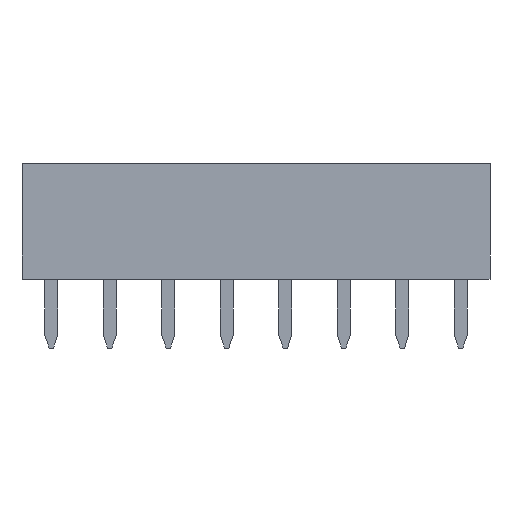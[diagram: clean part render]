
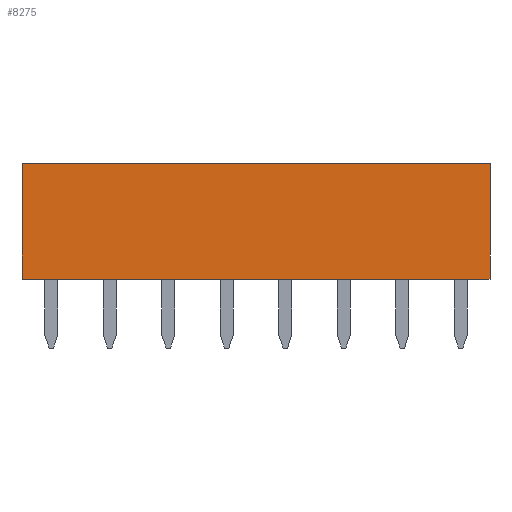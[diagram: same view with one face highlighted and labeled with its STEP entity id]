
A CAD part, front view. The second image highlights one B-rep face of the part: STEP entity #8275.
In plain terms, the highlighted planar face has unit normal (0, -1, 0).
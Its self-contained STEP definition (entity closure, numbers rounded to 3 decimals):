
#373 = DIRECTION ( 'NONE',  ( -1., 0., 0. ) ) ;
#438 = AXIS2_PLACEMENT_3D ( 'NONE', #19502, #5684, #10657 ) ;
#760 = VERTEX_POINT ( 'NONE', #17154 ) ;
#935 = CARTESIAN_POINT ( 'NONE',  ( 10.16, -5.08, -5. ) ) ;
#2056 = LINE ( 'NONE', #7378, #8307 ) ;
#2483 = EDGE_CURVE ( 'NONE', #3775, #21778, #19839, .T. ) ;
#2572 = CARTESIAN_POINT ( 'NONE',  ( 0., -5.08, 0. ) ) ;
#2664 = ORIENTED_EDGE ( 'NONE', *, *, #2483, .T. ) ;
#3007 = EDGE_LOOP ( 'NONE', ( #20793, #19496, #2664, #14147 ) ) ;
#3764 = FACE_OUTER_BOUND ( 'NONE', #3007, .T. ) ;
#3775 = VERTEX_POINT ( 'NONE', #13825 ) ;
#4340 = DIRECTION ( 'NONE',  ( 1., 0., 0. ) ) ;
#4691 = LINE ( 'NONE', #13181, #21312 ) ;
#5684 = DIRECTION ( 'NONE',  ( 0., -1., 0. ) ) ;
#5859 = EDGE_CURVE ( 'NONE', #760, #21778, #14159, .T. ) ;
#6382 = DIRECTION ( 'NONE',  ( 0., 0., -1. ) ) ;
#7378 = CARTESIAN_POINT ( 'NONE',  ( 0., -5.08, 0. ) ) ;
#8275 = ADVANCED_FACE ( 'NONE', ( #3764 ), #21205, .T. ) ;
#8307 = VECTOR ( 'NONE', #373, 1000. ) ;
#10657 = DIRECTION ( 'NONE',  ( 1., 0., 0. ) ) ;
#10835 = VECTOR ( 'NONE', #19257, 1000. ) ;
#12208 = VECTOR ( 'NONE', #4340, 1000. ) ;
#12336 = EDGE_CURVE ( 'NONE', #21868, #3775, #4691, .T. ) ;
#13181 = CARTESIAN_POINT ( 'NONE',  ( 0., -5.08, 0. ) ) ;
#13825 = CARTESIAN_POINT ( 'NONE',  ( 0., -5.08, -5. ) ) ;
#14147 = ORIENTED_EDGE ( 'NONE', *, *, #5859, .F. ) ;
#14159 = LINE ( 'NONE', #21068, #10835 ) ;
#14693 = EDGE_CURVE ( 'NONE', #760, #21868, #2056, .T. ) ;
#17154 = CARTESIAN_POINT ( 'NONE',  ( 20.32, -5.08, 0. ) ) ;
#18812 = CARTESIAN_POINT ( 'NONE',  ( 20.32, -5.08, -5. ) ) ;
#19257 = DIRECTION ( 'NONE',  ( 0., 0., -1. ) ) ;
#19496 = ORIENTED_EDGE ( 'NONE', *, *, #12336, .T. ) ;
#19502 = CARTESIAN_POINT ( 'NONE',  ( 0., -5.08, 0. ) ) ;
#19839 = LINE ( 'NONE', #935, #12208 ) ;
#20793 = ORIENTED_EDGE ( 'NONE', *, *, #14693, .T. ) ;
#21068 = CARTESIAN_POINT ( 'NONE',  ( 20.32, -5.08, 0. ) ) ;
#21205 = PLANE ( 'NONE',  #438 ) ;
#21312 = VECTOR ( 'NONE', #6382, 1000. ) ;
#21778 = VERTEX_POINT ( 'NONE', #18812 ) ;
#21868 = VERTEX_POINT ( 'NONE', #2572 ) ;
